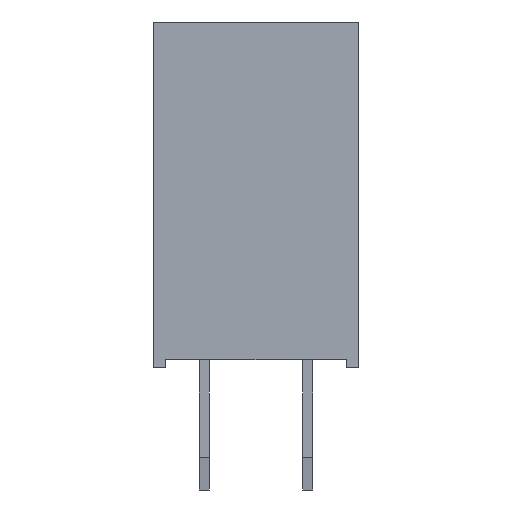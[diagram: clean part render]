
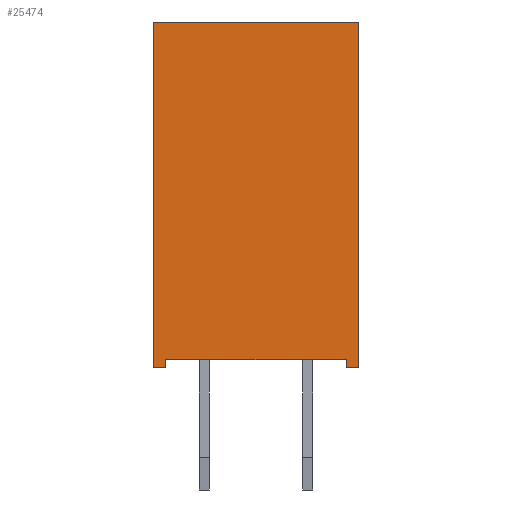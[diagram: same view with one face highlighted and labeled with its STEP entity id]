
A CAD part, left-side view. The second image highlights one B-rep face of the part: STEP entity #25474.
In plain terms, the highlighted planar face has unit normal (-1, 0, 0).
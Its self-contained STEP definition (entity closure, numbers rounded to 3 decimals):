
#1682=FACE_OUTER_BOUND('',#3066,.T.);
#3066=EDGE_LOOP('',(#17605,#17606,#17607,#17608,#17609,#17610,#17611,#17612));
#4652=LINE('',#36854,#7740);
#4655=LINE('',#36859,#7743);
#4657=LINE('',#36863,#7745);
#4667=LINE('',#36883,#7755);
#4698=LINE('',#36945,#7786);
#4708=LINE('',#36964,#7796);
#4709=LINE('',#36966,#7797);
#4710=LINE('',#36967,#7798);
#7740=VECTOR('',#29567,0.3);
#7743=VECTOR('',#29572,8.5);
#7745=VECTOR('',#29576,5.04);
#7755=VECTOR('',#29588,8.5);
#7786=VECTOR('',#29643,4.44);
#7796=VECTOR('',#29665,0.3);
#7797=VECTOR('',#29668,0.2);
#7798=VECTOR('',#29669,0.2);
#10774=VERTEX_POINT('',#36851);
#10775=VERTEX_POINT('',#36853);
#10776=VERTEX_POINT('',#36857);
#10777=VERTEX_POINT('',#36861);
#10786=VERTEX_POINT('',#36881);
#10804=VERTEX_POINT('',#36942);
#10805=VERTEX_POINT('',#36944);
#10808=VERTEX_POINT('',#36962);
#13316=EDGE_CURVE('',#10775,#10774,#4652,.T.);
#13319=EDGE_CURVE('',#10774,#10776,#4655,.T.);
#13321=EDGE_CURVE('',#10776,#10777,#4657,.T.);
#13331=EDGE_CURVE('',#10777,#10786,#4667,.T.);
#13362=EDGE_CURVE('',#10805,#10804,#4698,.T.);
#13372=EDGE_CURVE('',#10786,#10808,#4708,.T.);
#13373=EDGE_CURVE('',#10808,#10805,#4709,.T.);
#13374=EDGE_CURVE('',#10804,#10775,#4710,.T.);
#17605=ORIENTED_EDGE('',*,*,#13319,.T.);
#17606=ORIENTED_EDGE('',*,*,#13321,.T.);
#17607=ORIENTED_EDGE('',*,*,#13331,.T.);
#17608=ORIENTED_EDGE('',*,*,#13372,.T.);
#17609=ORIENTED_EDGE('',*,*,#13373,.T.);
#17610=ORIENTED_EDGE('',*,*,#13362,.T.);
#17611=ORIENTED_EDGE('',*,*,#13374,.T.);
#17612=ORIENTED_EDGE('',*,*,#13316,.T.);
#24406=PLANE('',#26960);
#25474=ADVANCED_FACE('',(#1682),#24406,.T.);
#26960=AXIS2_PLACEMENT_3D('',#36965,#29666,#29667);
#29567=DIRECTION('',(0.,0.,1.));
#29572=DIRECTION('',(0.,1.,0.));
#29576=DIRECTION('',(0.,0.,-1.));
#29588=DIRECTION('',(0.,-1.,0.));
#29643=DIRECTION('',(0.,0.,1.));
#29665=DIRECTION('',(0.,0.,1.));
#29666=DIRECTION('center_axis',(-1.,0.,0.));
#29667=DIRECTION('ref_axis',(0.,0.,1.));
#29668=DIRECTION('',(0.,1.,0.));
#29669=DIRECTION('',(0.,-1.,0.));
#36851=CARTESIAN_POINT('',(-1.47,-8.5,2.52));
#36853=CARTESIAN_POINT('',(-1.47,-8.5,2.22));
#36854=CARTESIAN_POINT('',(-1.47,-8.5,2.22));
#36857=CARTESIAN_POINT('',(-1.47,0.,2.52));
#36859=CARTESIAN_POINT('',(-1.47,-8.5,2.52));
#36861=CARTESIAN_POINT('',(-1.47,0.,-2.52));
#36863=CARTESIAN_POINT('',(-1.47,0.,2.52));
#36881=CARTESIAN_POINT('',(-1.47,-8.5,-2.52));
#36883=CARTESIAN_POINT('',(-1.47,0.,-2.52));
#36942=CARTESIAN_POINT('',(-1.47,-8.3,2.22));
#36944=CARTESIAN_POINT('',(-1.47,-8.3,-2.22));
#36945=CARTESIAN_POINT('',(-1.47,-8.3,-2.22));
#36962=CARTESIAN_POINT('',(-1.47,-8.5,-2.22));
#36964=CARTESIAN_POINT('',(-1.47,-8.5,-2.52));
#36965=CARTESIAN_POINT('Origin',(-1.47,0.,0.));
#36966=CARTESIAN_POINT('',(-1.47,-8.5,-2.22));
#36967=CARTESIAN_POINT('',(-1.47,-8.3,2.22));
